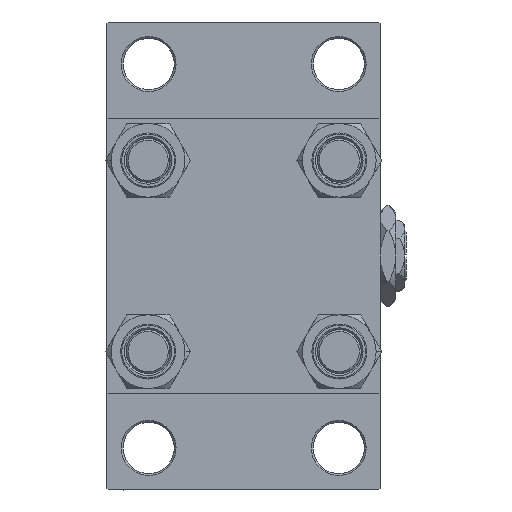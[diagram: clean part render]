
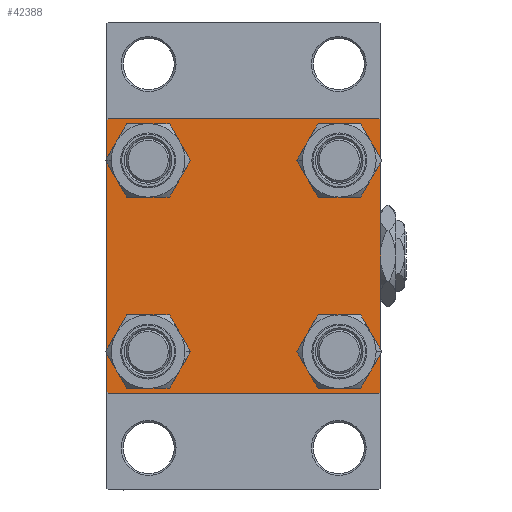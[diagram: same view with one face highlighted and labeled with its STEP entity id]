
A CAD part, left-side view. The second image highlights one B-rep face of the part: STEP entity #42388.
In plain terms, the highlighted planar face has unit normal (-1, 0, 0).
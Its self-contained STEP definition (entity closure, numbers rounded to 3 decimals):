
#20 = CARTESIAN_POINT ( 'NONE',  ( 0., -26.15, 19.65 ) ) ;
#26 = AXIS2_PLACEMENT_3D ( 'NONE', #45608, #33076, #40873 ) ;
#232 = VECTOR ( 'NONE', #14033, 1000. ) ;
#332 = CIRCLE ( 'NONE', #26754, 6.5 ) ;
#475 = AXIS2_PLACEMENT_3D ( 'NONE', #23205, #30983, #19446 ) ;
#540 = VERTEX_POINT ( 'NONE', #37145 ) ;
#564 = EDGE_CURVE ( 'NONE', #540, #31888, #19041, .T. ) ;
#934 = AXIS2_PLACEMENT_3D ( 'NONE', #6556, #44450, #49208 ) ;
#1198 = LINE ( 'NONE', #1702, #32477 ) ;
#1702 = CARTESIAN_POINT ( 'NONE',  ( 0., -37.5, 37.5 ) ) ;
#1977 = VERTEX_POINT ( 'NONE', #8881 ) ;
#2186 = DIRECTION ( 'NONE',  ( 0., 0.707, 0.707 ) ) ;
#2433 = CIRCLE ( 'NONE', #26, 6.5 ) ;
#3175 = CARTESIAN_POINT ( 'NONE',  ( 0., 26.15, -19.65 ) ) ;
#3336 = DIRECTION ( 'NONE',  ( 1., 0., 0. ) ) ;
#4503 = VECTOR ( 'NONE', #36424, 1000. ) ;
#5122 = CARTESIAN_POINT ( 'NONE',  ( 0., 37.5, -37.5 ) ) ;
#5217 = AXIS2_PLACEMENT_3D ( 'NONE', #44671, #45411, #11017 ) ;
#5253 = CIRCLE ( 'NONE', #5217, 6.5 ) ;
#5417 = VERTEX_POINT ( 'NONE', #6735 ) ;
#5543 = LINE ( 'NONE', #36166, #4503 ) ;
#5722 = EDGE_LOOP ( 'NONE', ( #7845, #28347, #30188, #36605, #6130, #29422, #40306, #29248 ) ) ;
#6099 = VECTOR ( 'NONE', #24687, 1000. ) ;
#6130 = ORIENTED_EDGE ( 'NONE', *, *, #13165, .F. ) ;
#6345 = CARTESIAN_POINT ( 'NONE',  ( 0., -37., 37.5 ) ) ;
#6514 = PLANE ( 'NONE',  #42924 ) ;
#6545 = CIRCLE ( 'NONE', #934, 6.5 ) ;
#6556 = CARTESIAN_POINT ( 'NONE',  ( 0., -26.15, -26.15 ) ) ;
#6735 = CARTESIAN_POINT ( 'NONE',  ( 0., -37.5, -37. ) ) ;
#6902 = VECTOR ( 'NONE', #43496, 1000. ) ;
#7845 = ORIENTED_EDGE ( 'NONE', *, *, #564, .T. ) ;
#7978 = DIRECTION ( 'NONE',  ( -1., 0., 0. ) ) ;
#8610 = DIRECTION ( 'NONE',  ( 0., 0., 1. ) ) ;
#8881 = CARTESIAN_POINT ( 'NONE',  ( 0., -37.5, 37. ) ) ;
#9744 = CIRCLE ( 'NONE', #36191, 6.5 ) ;
#9924 = CIRCLE ( 'NONE', #17969, 6.5 ) ;
#10005 = EDGE_CURVE ( 'NONE', #15904, #40765, #5253, .T. ) ;
#11017 = DIRECTION ( 'NONE',  ( 0., 0., 1. ) ) ;
#12126 = CARTESIAN_POINT ( 'NONE',  ( 0., 37.5, 37.5 ) ) ;
#12304 = ORIENTED_EDGE ( 'NONE', *, *, #30372, .T. ) ;
#12747 = VERTEX_POINT ( 'NONE', #27410 ) ;
#13165 = EDGE_CURVE ( 'NONE', #1977, #5417, #1198, .T. ) ;
#13278 = CIRCLE ( 'NONE', #475, 6.5 ) ;
#14033 = DIRECTION ( 'NONE',  ( 0., -0.707, 0.707 ) ) ;
#14722 = CARTESIAN_POINT ( 'NONE',  ( 0., -37.25, 37.25 ) ) ;
#14791 = EDGE_CURVE ( 'NONE', #42716, #540, #5543, .T. ) ;
#15016 = VECTOR ( 'NONE', #2186, 1000. ) ;
#15031 = FACE_BOUND ( 'NONE', #38697, .T. ) ;
#15233 = VERTEX_POINT ( 'NONE', #44651 ) ;
#15904 = VERTEX_POINT ( 'NONE', #20 ) ;
#16040 = ORIENTED_EDGE ( 'NONE', *, *, #32970, .T. ) ;
#16467 = EDGE_CURVE ( 'NONE', #1977, #17152, #17992, .T. ) ;
#16629 = CARTESIAN_POINT ( 'NONE',  ( 0., -26.15, -19.65 ) ) ;
#17152 = VERTEX_POINT ( 'NONE', #6345 ) ;
#17969 = AXIS2_PLACEMENT_3D ( 'NONE', #35470, #36225, #8610 ) ;
#17992 = LINE ( 'NONE', #14722, #15016 ) ;
#18032 = EDGE_LOOP ( 'NONE', ( #38519, #12304 ) ) ;
#18547 = LINE ( 'NONE', #41153, #232 ) ;
#18555 = DIRECTION ( 'NONE',  ( 0., 0., -1. ) ) ;
#19041 = LINE ( 'NONE', #45157, #21754 ) ;
#19280 = DIRECTION ( 'NONE',  ( 0., 0., 1. ) ) ;
#19446 = DIRECTION ( 'NONE',  ( 0., 0., 1. ) ) ;
#20576 = ORIENTED_EDGE ( 'NONE', *, *, #10005, .T. ) ;
#21725 = CIRCLE ( 'NONE', #35317, 6.5 ) ;
#21754 = VECTOR ( 'NONE', #18555, 1000. ) ;
#21819 = CARTESIAN_POINT ( 'NONE',  ( 0., 0., 0. ) ) ;
#21849 = DIRECTION ( 'NONE',  ( 1., 0., 0. ) ) ;
#23205 = CARTESIAN_POINT ( 'NONE',  ( 0., -26.15, 26.15 ) ) ;
#24368 = ORIENTED_EDGE ( 'NONE', *, *, #37862, .T. ) ;
#24687 = DIRECTION ( 'NONE',  ( 0., -1., 0. ) ) ;
#25583 = FACE_OUTER_BOUND ( 'NONE', #5722, .T. ) ;
#26115 = EDGE_CURVE ( 'NONE', #12747, #47491, #2433, .T. ) ;
#26206 = DIRECTION ( 'NONE',  ( 1., 0., 0. ) ) ;
#26439 = EDGE_CURVE ( 'NONE', #42716, #17152, #31205, .T. ) ;
#26554 = FACE_BOUND ( 'NONE', #28568, .T. ) ;
#26587 = DIRECTION ( 'NONE',  ( 0., 0., 1. ) ) ;
#26754 = AXIS2_PLACEMENT_3D ( 'NONE', #37488, #3336, #48770 ) ;
#27410 = CARTESIAN_POINT ( 'NONE',  ( 0., 26.15, 19.65 ) ) ;
#27422 = VERTEX_POINT ( 'NONE', #39495 ) ;
#27433 = DIRECTION ( 'NONE',  ( 0., -1., 0. ) ) ;
#27911 = CARTESIAN_POINT ( 'NONE',  ( 0., 37.25, -37.25 ) ) ;
#28347 = ORIENTED_EDGE ( 'NONE', *, *, #42113, .T. ) ;
#28568 = EDGE_LOOP ( 'NONE', ( #24368, #39226 ) ) ;
#29223 = CARTESIAN_POINT ( 'NONE',  ( 0., 37., -37.5 ) ) ;
#29248 = ORIENTED_EDGE ( 'NONE', *, *, #14791, .T. ) ;
#29422 = ORIENTED_EDGE ( 'NONE', *, *, #16467, .T. ) ;
#30188 = ORIENTED_EDGE ( 'NONE', *, *, #46326, .T. ) ;
#30332 = FACE_BOUND ( 'NONE', #18032, .T. ) ;
#30372 = EDGE_CURVE ( 'NONE', #27422, #42187, #21725, .T. ) ;
#30503 = VECTOR ( 'NONE', #27433, 1000. ) ;
#30983 = DIRECTION ( 'NONE',  ( 1., 0., 0. ) ) ;
#31105 = CARTESIAN_POINT ( 'NONE',  ( 0., -37., -37.5 ) ) ;
#31205 = LINE ( 'NONE', #12126, #30503 ) ;
#31888 = VERTEX_POINT ( 'NONE', #33555 ) ;
#32477 = VECTOR ( 'NONE', #47609, 1000. ) ;
#32970 = EDGE_CURVE ( 'NONE', #46107, #15233, #9744, .T. ) ;
#33076 = DIRECTION ( 'NONE',  ( 1., 0., 0. ) ) ;
#33306 = EDGE_CURVE ( 'NONE', #42187, #27422, #6545, .T. ) ;
#33402 = VERTEX_POINT ( 'NONE', #31105 ) ;
#33555 = CARTESIAN_POINT ( 'NONE',  ( 0., 37.5, -37. ) ) ;
#34043 = CARTESIAN_POINT ( 'NONE',  ( 0., 37., 37.5 ) ) ;
#34233 = CARTESIAN_POINT ( 'NONE',  ( 0., 26.15, -26.15 ) ) ;
#35317 = AXIS2_PLACEMENT_3D ( 'NONE', #45437, #21849, #26587 ) ;
#35372 = EDGE_CURVE ( 'NONE', #33402, #5417, #18547, .T. ) ;
#35470 = CARTESIAN_POINT ( 'NONE',  ( 0., 26.15, -26.15 ) ) ;
#35709 = LINE ( 'NONE', #27911, #6902 ) ;
#36166 = CARTESIAN_POINT ( 'NONE',  ( 0., 37.25, 37.25 ) ) ;
#36191 = AXIS2_PLACEMENT_3D ( 'NONE', #34233, #26206, #49541 ) ;
#36225 = DIRECTION ( 'NONE',  ( 1., 0., 0. ) ) ;
#36424 = DIRECTION ( 'NONE',  ( 0., 0.707, -0.707 ) ) ;
#36605 = ORIENTED_EDGE ( 'NONE', *, *, #35372, .T. ) ;
#37145 = CARTESIAN_POINT ( 'NONE',  ( 0., 37.5, 37. ) ) ;
#37488 = CARTESIAN_POINT ( 'NONE',  ( 0., 26.15, 26.15 ) ) ;
#37693 = EDGE_CURVE ( 'NONE', #15233, #46107, #9924, .T. ) ;
#37862 = EDGE_CURVE ( 'NONE', #47491, #12747, #332, .T. ) ;
#38519 = ORIENTED_EDGE ( 'NONE', *, *, #33306, .T. ) ;
#38697 = EDGE_LOOP ( 'NONE', ( #48714, #20576 ) ) ;
#39226 = ORIENTED_EDGE ( 'NONE', *, *, #26115, .T. ) ;
#39495 = CARTESIAN_POINT ( 'NONE',  ( 0., -26.15, -32.65 ) ) ;
#39509 = LINE ( 'NONE', #5122, #6099 ) ;
#40306 = ORIENTED_EDGE ( 'NONE', *, *, #26439, .F. ) ;
#40765 = VERTEX_POINT ( 'NONE', #47042 ) ;
#40873 = DIRECTION ( 'NONE',  ( 0., 0., 1. ) ) ;
#40993 = VERTEX_POINT ( 'NONE', #29223 ) ;
#41153 = CARTESIAN_POINT ( 'NONE',  ( 0., -37.25, -37.25 ) ) ;
#41761 = CARTESIAN_POINT ( 'NONE',  ( 0., 26.15, 32.65 ) ) ;
#42113 = EDGE_CURVE ( 'NONE', #31888, #40993, #35709, .T. ) ;
#42187 = VERTEX_POINT ( 'NONE', #16629 ) ;
#42388 = ADVANCED_FACE ( 'NONE', ( #15031, #30332, #45641, #26554, #25583 ), #6514, .T. ) ;
#42716 = VERTEX_POINT ( 'NONE', #34043 ) ;
#42924 = AXIS2_PLACEMENT_3D ( 'NONE', #21819, #7978, #19280 ) ;
#43496 = DIRECTION ( 'NONE',  ( 0., -0.707, -0.707 ) ) ;
#44450 = DIRECTION ( 'NONE',  ( 1., 0., 0. ) ) ;
#44651 = CARTESIAN_POINT ( 'NONE',  ( 0., 26.15, -32.65 ) ) ;
#44671 = CARTESIAN_POINT ( 'NONE',  ( 0., -26.15, 26.15 ) ) ;
#45157 = CARTESIAN_POINT ( 'NONE',  ( 0., 37.5, 37.5 ) ) ;
#45285 = EDGE_CURVE ( 'NONE', #40765, #15904, #13278, .T. ) ;
#45411 = DIRECTION ( 'NONE',  ( 1., 0., 0. ) ) ;
#45437 = CARTESIAN_POINT ( 'NONE',  ( 0., -26.15, -26.15 ) ) ;
#45608 = CARTESIAN_POINT ( 'NONE',  ( 0., 26.15, 26.15 ) ) ;
#45641 = FACE_BOUND ( 'NONE', #48657, .T. ) ;
#46107 = VERTEX_POINT ( 'NONE', #3175 ) ;
#46326 = EDGE_CURVE ( 'NONE', #40993, #33402, #39509, .T. ) ;
#47042 = CARTESIAN_POINT ( 'NONE',  ( 0., -26.15, 32.65 ) ) ;
#47491 = VERTEX_POINT ( 'NONE', #41761 ) ;
#47609 = DIRECTION ( 'NONE',  ( 0., 0., -1. ) ) ;
#48657 = EDGE_LOOP ( 'NONE', ( #16040, #49621 ) ) ;
#48714 = ORIENTED_EDGE ( 'NONE', *, *, #45285, .T. ) ;
#48770 = DIRECTION ( 'NONE',  ( 0., 0., 1. ) ) ;
#49208 = DIRECTION ( 'NONE',  ( 0., 0., 1. ) ) ;
#49541 = DIRECTION ( 'NONE',  ( 0., 0., 1. ) ) ;
#49621 = ORIENTED_EDGE ( 'NONE', *, *, #37693, .T. ) ;
